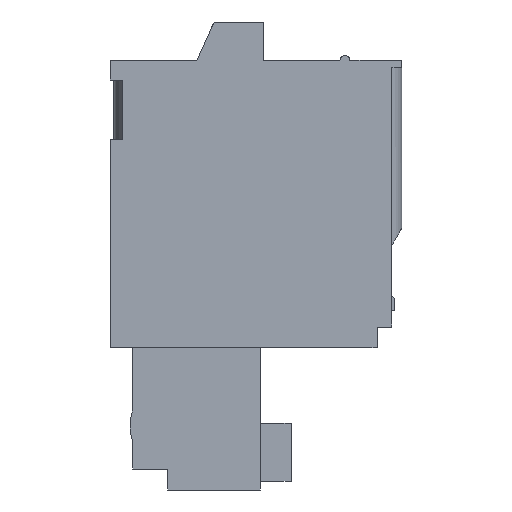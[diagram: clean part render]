
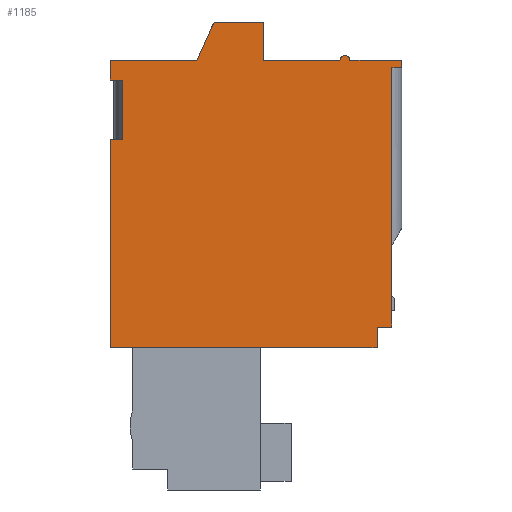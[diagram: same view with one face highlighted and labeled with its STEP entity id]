
A CAD part, left-side view. The second image highlights one B-rep face of the part: STEP entity #1185.
In plain terms, the highlighted planar face has unit normal (-1, 0, 0).
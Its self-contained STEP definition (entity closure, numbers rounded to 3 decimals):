
#1185 = ADVANCED_FACE( '', ( #2971 ), #2972, .T. );
#2971 = FACE_OUTER_BOUND( '', #5520, .T. );
#2972 = PLANE( '', #5521 );
#5520 = EDGE_LOOP( '', ( #8424, #8425, #8426, #8427, #8428, #8429, #8430, #8431, #8432, #8433, #8434, #8435, #8436, #8437, #8438, #8439, #8440, #8441 ) );
#5521 = AXIS2_PLACEMENT_3D( '', #8442, #8443, #8444 );
#8424 = ORIENTED_EDGE( '', *, *, #16192, .T. );
#8425 = ORIENTED_EDGE( '', *, *, #16193, .T. );
#8426 = ORIENTED_EDGE( '', *, *, #16194, .T. );
#8427 = ORIENTED_EDGE( '', *, *, #16195, .T. );
#8428 = ORIENTED_EDGE( '', *, *, #16196, .T. );
#8429 = ORIENTED_EDGE( '', *, *, #16197, .T. );
#8430 = ORIENTED_EDGE( '', *, *, #16198, .T. );
#8431 = ORIENTED_EDGE( '', *, *, #16199, .T. );
#8432 = ORIENTED_EDGE( '', *, *, #16200, .T. );
#8433 = ORIENTED_EDGE( '', *, *, #16201, .T. );
#8434 = ORIENTED_EDGE( '', *, *, #16202, .T. );
#8435 = ORIENTED_EDGE( '', *, *, #16203, .T. );
#8436 = ORIENTED_EDGE( '', *, *, #16204, .T. );
#8437 = ORIENTED_EDGE( '', *, *, #16205, .T. );
#8438 = ORIENTED_EDGE( '', *, *, #16206, .T. );
#8439 = ORIENTED_EDGE( '', *, *, #16207, .T. );
#8440 = ORIENTED_EDGE( '', *, *, #16208, .T. );
#8441 = ORIENTED_EDGE( '', *, *, #16209, .T. );
#8442 = CARTESIAN_POINT( '', ( -7.8, -4.1, 5.55 ) );
#8443 = DIRECTION( '', ( -1., 0., 0. ) );
#8444 = DIRECTION( '', ( 0., 0., 1. ) );
#16192 = EDGE_CURVE( '', #19634, #19635, #19636, .T. );
#16193 = EDGE_CURVE( '', #19635, #19637, #19638, .T. );
#16194 = EDGE_CURVE( '', #19637, #19639, #19640, .T. );
#16195 = EDGE_CURVE( '', #19639, #19641, #19642, .T. );
#16196 = EDGE_CURVE( '', #19641, #19643, #19644, .T. );
#16197 = EDGE_CURVE( '', #19643, #19645, #19646, .T. );
#16198 = EDGE_CURVE( '', #19645, #19647, #19648, .T. );
#16199 = EDGE_CURVE( '', #19647, #19649, #19650, .T. );
#16200 = EDGE_CURVE( '', #19649, #19651, #19652, .T. );
#16201 = EDGE_CURVE( '', #19651, #19653, #19654, .T. );
#16202 = EDGE_CURVE( '', #19653, #19655, #19656, .T. );
#16203 = EDGE_CURVE( '', #19655, #19657, #19658, .T. );
#16204 = EDGE_CURVE( '', #19657, #19659, #19660, .T. );
#16205 = EDGE_CURVE( '', #19659, #19661, #19662, .T. );
#16206 = EDGE_CURVE( '', #19661, #19663, #19664, .T. );
#16207 = EDGE_CURVE( '', #19663, #19665, #19666, .T. );
#16208 = EDGE_CURVE( '', #19665, #19667, #19668, .T. );
#16209 = EDGE_CURVE( '', #19667, #19634, #19669, .T. );
#19634 = VERTEX_POINT( '', #24639 );
#19635 = VERTEX_POINT( '', #24640 );
#19636 = LINE( '', #24641, #24642 );
#19637 = VERTEX_POINT( '', #24643 );
#19638 = LINE( '', #24644, #24645 );
#19639 = VERTEX_POINT( '', #24646 );
#19640 = LINE( '', #24647, #24648 );
#19641 = VERTEX_POINT( '', #24649 );
#19642 = LINE( '', #24650, #24651 );
#19643 = VERTEX_POINT( '', #24652 );
#19644 = LINE( '', #24653, #24654 );
#19645 = VERTEX_POINT( '', #24655 );
#19646 = LINE( '', #24656, #24657 );
#19647 = VERTEX_POINT( '', #24658 );
#19648 = CIRCLE( '', #24659, 0.2 );
#19649 = VERTEX_POINT( '', #24660 );
#19650 = LINE( '', #24661, #24662 );
#19651 = VERTEX_POINT( '', #24663 );
#19652 = LINE( '', #24664, #24665 );
#19653 = VERTEX_POINT( '', #24666 );
#19654 = LINE( '', #24667, #24668 );
#19655 = VERTEX_POINT( '', #24669 );
#19656 = LINE( '', #24670, #24671 );
#19657 = VERTEX_POINT( '', #24672 );
#19658 = LINE( '', #24673, #24674 );
#19659 = VERTEX_POINT( '', #24675 );
#19660 = LINE( '', #24676, #24677 );
#19661 = VERTEX_POINT( '', #24678 );
#19662 = LINE( '', #24679, #24680 );
#19663 = VERTEX_POINT( '', #24681 );
#19664 = LINE( '', #24682, #24683 );
#19665 = VERTEX_POINT( '', #24684 );
#19666 = LINE( '', #24685, #24686 );
#19667 = VERTEX_POINT( '', #24687 );
#19668 = LINE( '', #24688, #24689 );
#19669 = LINE( '', #24690, #24691 );
#24639 = CARTESIAN_POINT( '', ( -7.8, -5.4, -6.1 ) );
#24640 = CARTESIAN_POINT( '', ( -7.8, -5.4, -5.25 ) );
#24641 = CARTESIAN_POINT( '', ( -7.8, -5.4, -6.1 ) );
#24642 = VECTOR( '', #31019, 1000. );
#24643 = CARTESIAN_POINT( '', ( -7.8, -6., -5.25 ) );
#24644 = CARTESIAN_POINT( '', ( -7.8, -5.4, -5.25 ) );
#24645 = VECTOR( '', #31020, 1000. );
#24646 = CARTESIAN_POINT( '', ( -7.8, -6., 5.25 ) );
#24647 = CARTESIAN_POINT( '', ( -7.8, -6., -5.25 ) );
#24648 = VECTOR( '', #31021, 1000. );
#24649 = CARTESIAN_POINT( '', ( -7.8, -6.4, 5.25 ) );
#24650 = CARTESIAN_POINT( '', ( -7.8, -6., 5.25 ) );
#24651 = VECTOR( '', #31022, 1000. );
#24652 = CARTESIAN_POINT( '', ( -7.8, -6.4, 5.55 ) );
#24653 = CARTESIAN_POINT( '', ( -7.8, -6.4, 5.25 ) );
#24654 = VECTOR( '', #31023, 1000. );
#24655 = CARTESIAN_POINT( '', ( -7.8, -4.3, 5.55 ) );
#24656 = CARTESIAN_POINT( '', ( -7.8, -6.4, 5.55 ) );
#24657 = VECTOR( '', #31024, 1000. );
#24658 = CARTESIAN_POINT( '', ( -7.8, -3.9, 5.55 ) );
#24659 = AXIS2_PLACEMENT_3D( '', #31025, #31026, #31027 );
#24660 = CARTESIAN_POINT( '', ( -7.8, -0.8, 5.55 ) );
#24661 = CARTESIAN_POINT( '', ( -7.8, -3.9, 5.55 ) );
#24662 = VECTOR( '', #31028, 1000. );
#24663 = CARTESIAN_POINT( '', ( -7.8, -0.8, 7.1 ) );
#24664 = CARTESIAN_POINT( '', ( -7.8, -0.8, 5.55 ) );
#24665 = VECTOR( '', #31029, 1000. );
#24666 = CARTESIAN_POINT( '', ( -7.8, 1.2, 7.1 ) );
#24667 = CARTESIAN_POINT( '', ( -7.8, -0.8, 7.1 ) );
#24668 = VECTOR( '', #31030, 1000. );
#24669 = CARTESIAN_POINT( '', ( -7.8, 1.9, 5.55 ) );
#24670 = CARTESIAN_POINT( '', ( -7.8, 1.2, 7.1 ) );
#24671 = VECTOR( '', #31031, 1000. );
#24672 = CARTESIAN_POINT( '', ( -7.8, 5.4, 5.55 ) );
#24673 = CARTESIAN_POINT( '', ( -7.8, 1.9, 5.55 ) );
#24674 = VECTOR( '', #31032, 1000. );
#24675 = CARTESIAN_POINT( '', ( -7.8, 5.4, 4.75 ) );
#24676 = CARTESIAN_POINT( '', ( -7.8, 5.4, 5.55 ) );
#24677 = VECTOR( '', #31033, 1000. );
#24678 = CARTESIAN_POINT( '', ( -7.8, 4.9, 4.75 ) );
#24679 = CARTESIAN_POINT( '', ( -7.8, 5.4, 4.75 ) );
#24680 = VECTOR( '', #31034, 1000. );
#24681 = CARTESIAN_POINT( '', ( -7.8, 4.9, 2.35 ) );
#24682 = CARTESIAN_POINT( '', ( -7.8, 4.9, 4.75 ) );
#24683 = VECTOR( '', #31035, 1000. );
#24684 = CARTESIAN_POINT( '', ( -7.8, 5.4, 2.35 ) );
#24685 = CARTESIAN_POINT( '', ( -7.8, 4.9, 2.35 ) );
#24686 = VECTOR( '', #31036, 1000. );
#24687 = CARTESIAN_POINT( '', ( -7.8, 5.4, -6.1 ) );
#24688 = CARTESIAN_POINT( '', ( -7.8, 5.4, 2.35 ) );
#24689 = VECTOR( '', #31037, 1000. );
#24690 = CARTESIAN_POINT( '', ( -7.8, 5.4, -6.1 ) );
#24691 = VECTOR( '', #31038, 1000. );
#31019 = DIRECTION( '', ( 0., 0., 1. ) );
#31020 = DIRECTION( '', ( 0., -1., 0. ) );
#31021 = DIRECTION( '', ( 0., 0., 1. ) );
#31022 = DIRECTION( '', ( 0., -1., 0. ) );
#31023 = DIRECTION( '', ( 0., 0., 1. ) );
#31024 = DIRECTION( '', ( 0., 1., 0. ) );
#31025 = CARTESIAN_POINT( '', ( -7.8, -4.1, 5.55 ) );
#31026 = DIRECTION( '', ( -1., 0., 0. ) );
#31027 = DIRECTION( '', ( 0., -1., 0. ) );
#31028 = DIRECTION( '', ( 0., 1., 0. ) );
#31029 = DIRECTION( '', ( 0., 0., 1. ) );
#31030 = DIRECTION( '', ( 0., 1., 0. ) );
#31031 = DIRECTION( '', ( 0., 0.412, -0.911 ) );
#31032 = DIRECTION( '', ( 0., 1., 0. ) );
#31033 = DIRECTION( '', ( 0., 0., -1. ) );
#31034 = DIRECTION( '', ( 0., -1., 0. ) );
#31035 = DIRECTION( '', ( 0., 0., -1. ) );
#31036 = DIRECTION( '', ( 0., 1., 0. ) );
#31037 = DIRECTION( '', ( 0., 0., -1. ) );
#31038 = DIRECTION( '', ( 0., -1., 0. ) );
